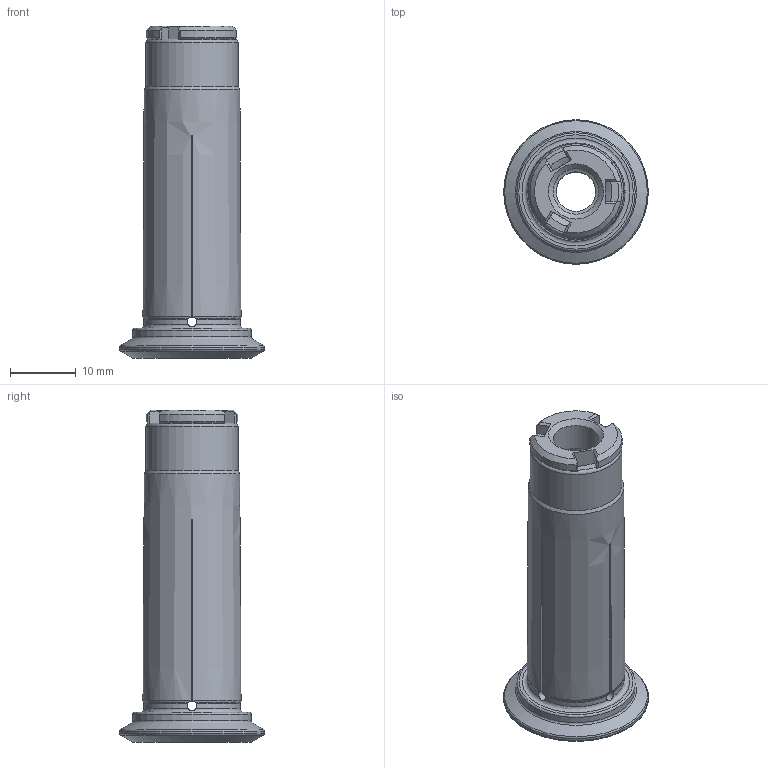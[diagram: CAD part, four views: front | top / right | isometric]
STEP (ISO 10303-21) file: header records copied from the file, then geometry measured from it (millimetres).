
FILE_DESCRIPTION(/* description */ (''),/* implementation_level */ '2;1');
FILE_NAME(/* name */ '841506004.stp',/* time_stamp */ '2022-02-18T14:50:26',/* author */ ('LRA'),/* organization */ ('REGO-FIX'),/* preprocessor_version */ ' Unknown',/* originating_system */ 'SIEMENS PLM Software Solid Edge ST10',/* authorization */ 'Unknown');
FILE_SCHEMA (('AUTOMOTIVE_DESIGN { 1 0 10303 214 2 1 1}'));
Length unit declared in the file: millimetre
Products named in the file (1): 0024236
Bounding box: 22 x 22 x 50.5 mm (x, y, z)
Volume: 7095.5 mm3; surface area: 5722.4 mm2
Topology: 2 solids, 2 shells, 109 faces, 312 edges, 205 vertices
Faces by surface type: plane 39, cylinder 31, cone 22, torus 17
Full cylindrical faces by diameter (mm): 6 x1, 6.917 x1, 7.2 x1, 8.2 x1, 8.5 x1, 10.917 x1, 12.2 x1, 14 x1, 18 x1, 22 x1
Entity records: 4262 total; most frequent: CARTESIAN_POINT 936, ORIENTED_EDGE 542, DIRECTION 467, EDGE_CURVE 271, VERTEX_POINT 191, AXIS2_PLACEMENT_3D 190, EDGE_LOOP 146, FACE_BOUND 146
